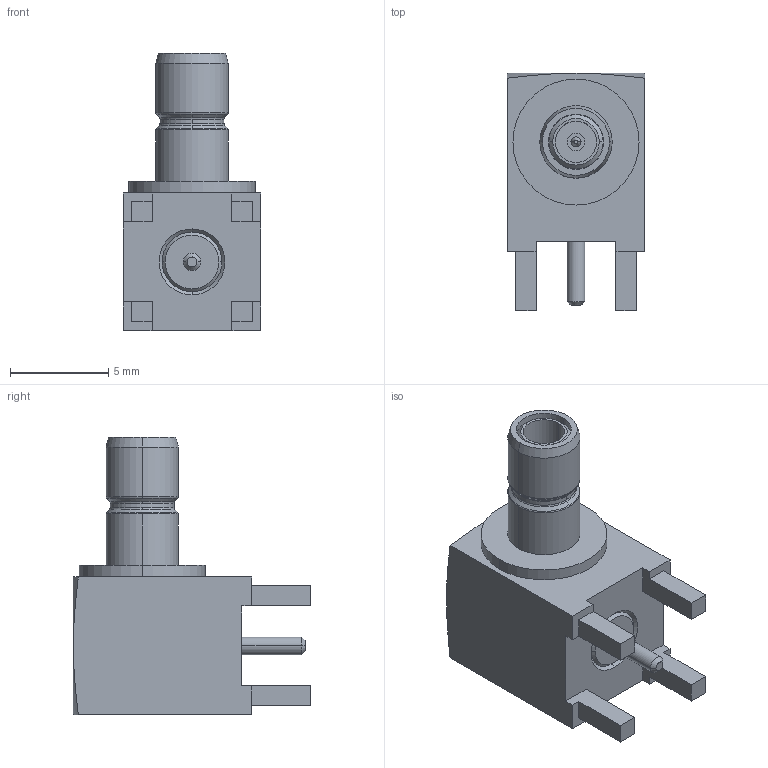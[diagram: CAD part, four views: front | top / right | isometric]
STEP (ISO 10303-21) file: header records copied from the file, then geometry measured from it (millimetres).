
FILE_DESCRIPTION((''),'2;1');
FILE_NAME('731000103','2017-11-02T',('ghp'),(''),'PRO/ENGINEER BY PARAMETRIC TECHNOLOGY CORPORATION, 2012310','PRO/ENGINEER BY PARAMETRIC TECHNOLOGY CORPORATION, 2012310','');
FILE_SCHEMA(('CONFIG_CONTROL_DESIGN'));
Length unit declared in the file: millimetre
Products named in the file (1): 731000103
Bounding box: 7 x 12.06 x 14.1 mm (x, y, z)
Volume: 511.6 mm3; surface area: 521.8 mm2
Topology: 1 solids, 1 shells, 87 faces, 233 edges, 157 vertices
Faces by surface type: plane 39, cylinder 20, cone 20, torus 8
Entity records: 2817 total; most frequent: CARTESIAN_POINT 518, DIRECTION 510, ORIENTED_EDGE 426, EDGE_CURVE 213, AXIS2_PLACEMENT_3D 197, VERTEX_POINT 137, VECTOR 116, LINE 116
